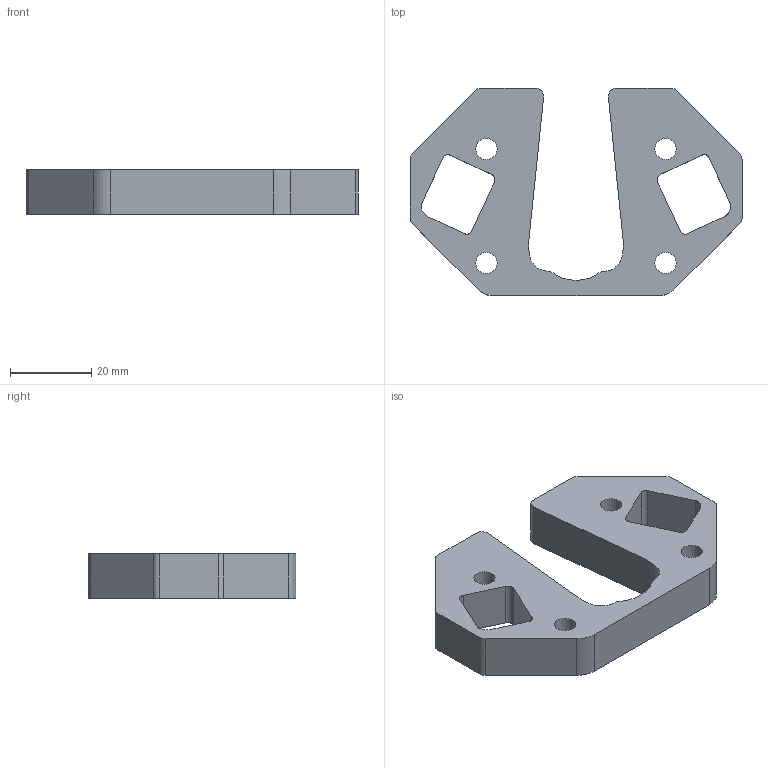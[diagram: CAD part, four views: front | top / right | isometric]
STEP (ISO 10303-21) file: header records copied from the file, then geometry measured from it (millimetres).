
FILE_DESCRIPTION(/* description */ (''),/* implementation_level */ '2;1');
FILE_NAME(/* name */ 'Walters Mini Extruder Volcano Spacer v1.step',/* time_stamp */ '2016-02-20T09:35:56-05:00',/* author */ (''),/* organization */ (''),/* preprocessor_version */ 'ST-DEVELOPER v16.2',/* originating_system */ 'Autodesk Translation Framework v4.3.0.3010',/* authorisation */ '');
FILE_SCHEMA (('AUTOMOTIVE_DESIGN { 1 0 10303 214 3 1 1 }'));
Length unit declared in the file: centimetre
Products named in the file (1): Walters Mini Extruder Volcano Spacer v1
Bounding box: 81.58 x 51.07 x 11 mm (x, y, z)
Volume: 23212.4 mm3; surface area: 9669.1 mm2
Topology: 1 solids, 1 shells, 46 faces, 132 edges, 88 vertices
Faces by surface type: plane 21, cylinder 13, bspline 12
Full cylindrical faces by diameter (mm): 5.2 x4
Entity records: 1954 total; most frequent: CARTESIAN_POINT 771, ORIENTED_EDGE 256, DIRECTION 200, EDGE_CURVE 128, VERTEX_POINT 88, LINE 78, VECTOR 78, EDGE_LOOP 62
